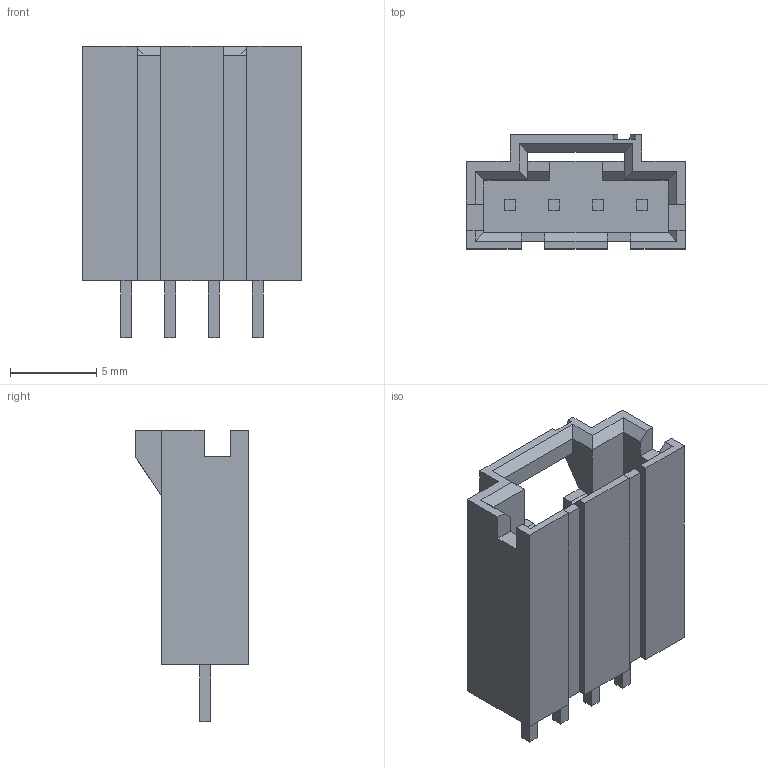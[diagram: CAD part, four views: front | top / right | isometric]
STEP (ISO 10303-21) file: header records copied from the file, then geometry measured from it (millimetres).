
FILE_DESCRIPTION((''),'2;1');
FILE_NAME('C-5-103908-3','2012-01-19T',('workeradm'),('Tyco Electronics Ltd.'),'PRO/ENGINEER BY PARAMETRIC TECHNOLOGY CORPORATION, 2010430','PRO/ENGINEER BY PARAMETRIC TECHNOLOGY CORPORATION, 2010430','');
FILE_SCHEMA(('AUTOMOTIVE_DESIGN { 1 0 10303 214 1 1 1 1 }'));
Length unit declared in the file: millimetre
Products named in the file (1): C-5-103908-3
Bounding box: 12.7 x 6.6 x 16.89 mm (x, y, z)
Volume: 553.5 mm3; surface area: 948.3 mm2
Topology: 1 solids, 1 shells, 102 faces, 267 edges, 173 vertices
Faces by surface type: plane 102
Entity records: 3314 total; most frequent: CARTESIAN_POINT 544, ORIENTED_EDGE 534, DIRECTION 471, VECTOR 267, LINE 267, EDGE_CURVE 267, VERTEX_POINT 173, EDGE_LOOP 110
